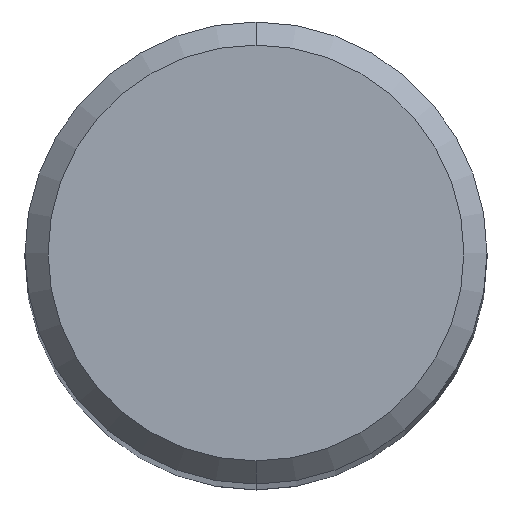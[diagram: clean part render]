
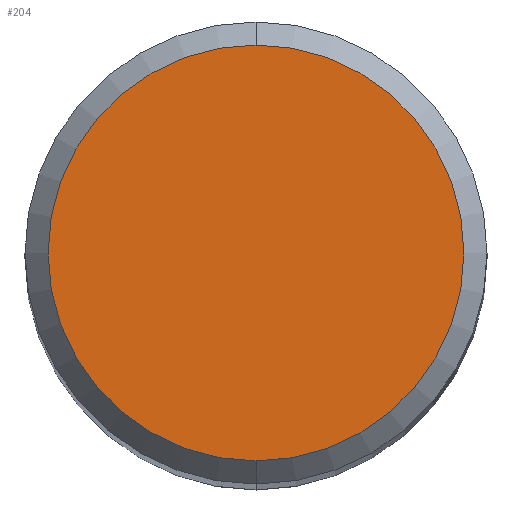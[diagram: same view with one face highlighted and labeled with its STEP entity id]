
A CAD part, top view. The second image highlights one B-rep face of the part: STEP entity #204.
In plain terms, the highlighted planar face has unit normal (0, 0, 1).
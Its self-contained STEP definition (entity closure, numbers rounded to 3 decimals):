
#178=VERTEX_POINT('',#480);
#188=EDGE_CURVE('',#178,#358,#491,.T.);
#204=ADVANCED_FACE('',(#508),#509,.T.);
#320=EDGE_CURVE('',#358,#178,#637,.T.);
#358=VERTEX_POINT('',#678);
#480=CARTESIAN_POINT('',(0.0,3.6,0.0));
#491=CIRCLE('',#846,3.6);
#508=FACE_OUTER_BOUND('',#895,.T.);
#509=PLANE('',#896);
#637=CIRCLE('',#1116,3.6);
#678=CARTESIAN_POINT('',(0.,-3.6,0.0));
#846=AXIS2_PLACEMENT_3D('',#1453,#1454,#1455);
#895=EDGE_LOOP('',(#1468,#1469));
#896=AXIS2_PLACEMENT_3D('',#1470,#1471,#1472);
#1116=AXIS2_PLACEMENT_3D('',#1621,#1622,#1623);
#1453=CARTESIAN_POINT('',(0.0,0.0,0.0));
#1454=DIRECTION('',(0.0,0.0,-1.0));
#1455=DIRECTION('',(0.0,1.0,0.0));
#1468=ORIENTED_EDGE('',*,*,#188,.F.);
#1469=ORIENTED_EDGE('',*,*,#320,.F.);
#1470=CARTESIAN_POINT('',(0.0,1.8,0.0));
#1471=DIRECTION('',(-0.0,0.0,1.0));
#1472=DIRECTION('',(0.0,-1.0,0.0));
#1621=CARTESIAN_POINT('',(0.0,0.0,0.0));
#1622=DIRECTION('',(0.0,0.0,-1.0));
#1623=DIRECTION('',(0.0,1.0,0.0));
